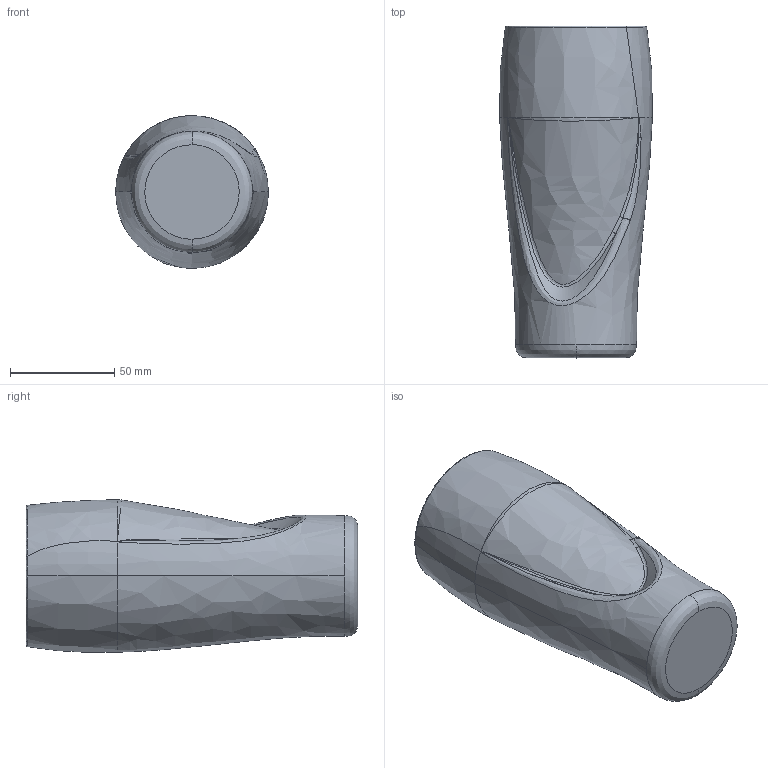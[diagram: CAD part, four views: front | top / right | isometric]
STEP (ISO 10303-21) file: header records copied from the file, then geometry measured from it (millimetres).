
FILE_DESCRIPTION (( 'STEP AP214' ), '1' );
FILE_NAME ('Part1.STEP', '2017-09-17T13:16:58', ( 'default' ), ( '' ), 'SwSTEP 2.0', 'SolidWorks 2016', '' );
FILE_SCHEMA (( 'AUTOMOTIVE_DESIGN' ));
Length unit declared in the file: inch
Products named in the file (1): Part1
Bounding box: 73.09 x 158.8 x 73.11 mm (x, y, z)
Volume: 379842.7 mm3; surface area: 48417.3 mm2
Topology: 1 solids, 1 shells, 30 faces, 71 edges, 41 vertices
Faces by surface type: bspline 28, plane 2
Entity records: 2931 total; most frequent: CARTESIAN_POINT 2453, ORIENTED_EDGE 138, EDGE_CURVE 69, B_SPLINE_CURVE_WITH_KNOTS 45, VERTEX_POINT 41, EDGE_LOOP 30, ADVANCED_FACE 30, FACE_OUTER_BOUND 30
